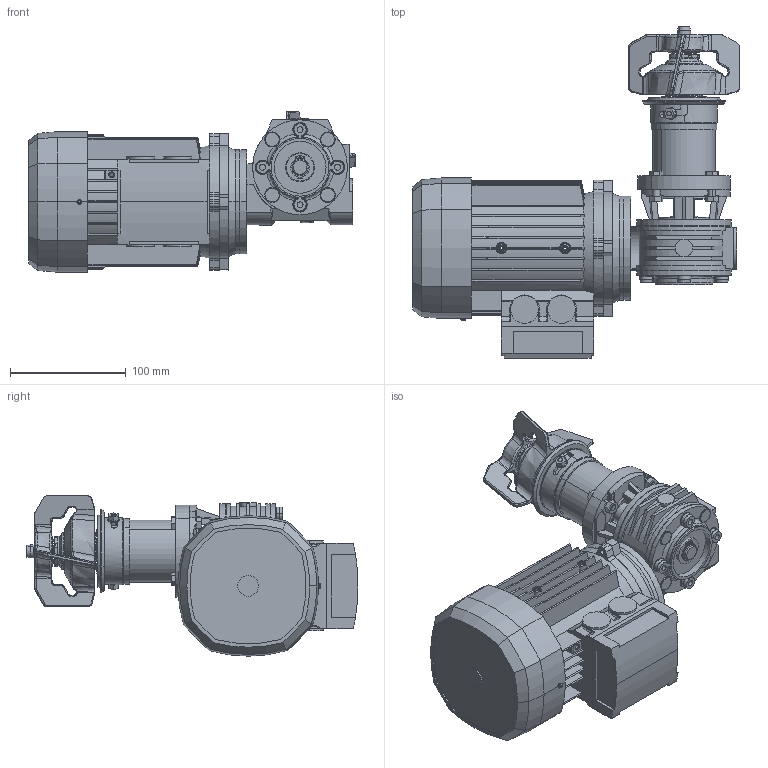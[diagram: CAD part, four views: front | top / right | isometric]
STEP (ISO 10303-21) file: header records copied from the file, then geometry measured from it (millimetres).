
FILE_DESCRIPTION (( 'STEP AP203' ), '1' );
FILE_NAME ('Complete Mixer GMP50 E1, standard (IEC).STEP', '2007-05-28T14:56:10', ( ' ' ), ( ' ' ), 'SwSTEP 2.0', 'SolidWorks 2005235', '' );
FILE_SCHEMA (( 'CONFIG_CONTROL_DESIGN' ));
Length unit declared in the file: millimetre
Products named in the file (1): Complete Mixer GMP50 E1, standard (IEC)
Bounding box: 283 x 287.3 x 138.8 mm (x, y, z)
Surface area: 337114.3 mm2 (no closed solid volume)
Topology: 0 solids, 51 shells, 1236 faces, 3898 edges, 2599 vertices
Faces by surface type: plane 445, cylinder 395, bspline 171, cone 146, torus 76, sphere 3
Entity records: 59475 total; most frequent: CARTESIAN_POINT 27008, ORIENTED_EDGE 6738, DIRECTION 6385, EDGE_CURVE 3892, VERTEX_POINT 2599, AXIS2_PLACEMENT_3D 2434, VECTOR 1517, LINE 1517
